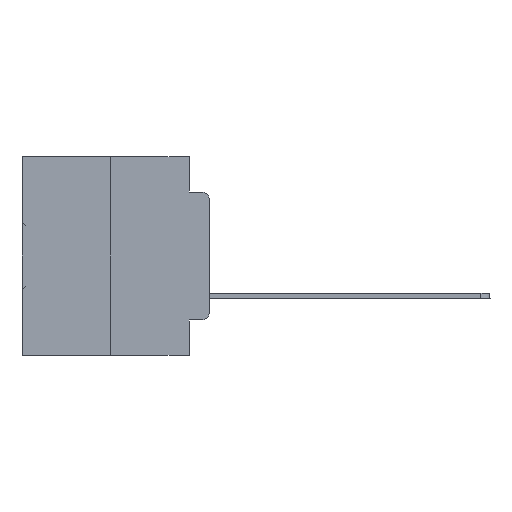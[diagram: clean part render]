
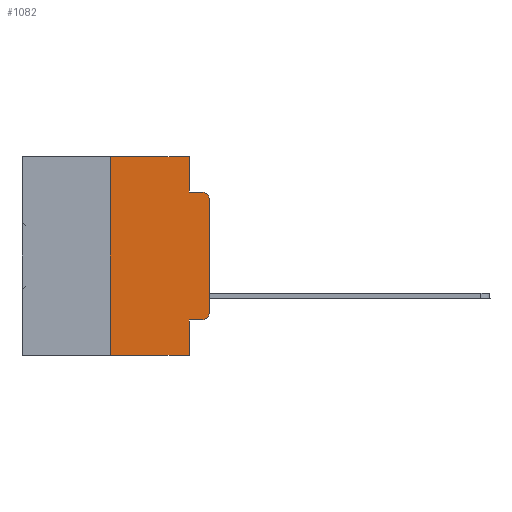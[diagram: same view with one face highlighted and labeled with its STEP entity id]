
A CAD part, left-side view. The second image highlights one B-rep face of the part: STEP entity #1082.
In plain terms, the highlighted planar face has unit normal (-1, 0, 0).
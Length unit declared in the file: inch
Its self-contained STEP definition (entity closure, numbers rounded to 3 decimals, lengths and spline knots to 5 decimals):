
#1082 = ADVANCED_FACE ( 'NONE', ( #27657 ), #8811, .F. ) ;
#1235 = VECTOR ( 'NONE', #24162, 39.37008 ) ;
#1643 = EDGE_CURVE ( 'NONE', #33487, #8577, #24383, .T. ) ;
#1858 = DIRECTION ( 'NONE',  ( 0., 0., 1. ) ) ;
#2215 = VECTOR ( 'NONE', #13419, 39.37008 ) ;
#2614 = DIRECTION ( 'NONE',  ( 0., 0., -1. ) ) ;
#3161 = EDGE_CURVE ( 'NONE', #5325, #21163, #13491, .T. ) ;
#3331 = ORIENTED_EDGE ( 'NONE', *, *, #4541, .F. ) ;
#3525 = EDGE_CURVE ( 'NONE', #17131, #11978, #14743, .T. ) ;
#3851 = VERTEX_POINT ( 'NONE', #21858 ) ;
#4079 = CARTESIAN_POINT ( 'NONE',  ( 0., 0.051, -0.0885 ) ) ;
#4276 = CIRCLE ( 'NONE', #12776, 0.02 ) ;
#4541 = EDGE_CURVE ( 'NONE', #9805, #8148, #27662, .T. ) ;
#4672 = LINE ( 'NONE', #4972, #2215 ) ;
#4842 = CIRCLE ( 'NONE', #13526, 0.02 ) ;
#4972 = CARTESIAN_POINT ( 'NONE',  ( 0., 0.473, -0.5 ) ) ;
#5325 = VERTEX_POINT ( 'NONE', #23869 ) ;
#5660 = DIRECTION ( 'NONE',  ( 0., -1., 0. ) ) ;
#6297 = DIRECTION ( 'NONE',  ( 1., 0., 0. ) ) ;
#7043 = CARTESIAN_POINT ( 'NONE',  ( 0., 0.473, 0. ) ) ;
#7181 = CARTESIAN_POINT ( 'NONE',  ( 0., 0.051, -0.4115 ) ) ;
#7567 = DIRECTION ( 'NONE',  ( 0., 0., -1. ) ) ;
#7927 = EDGE_CURVE ( 'NONE', #15881, #33487, #31859, .T. ) ;
#8148 = VERTEX_POINT ( 'NONE', #13941 ) ;
#8577 = VERTEX_POINT ( 'NONE', #32300 ) ;
#8811 = PLANE ( 'NONE',  #17028 ) ;
#9179 = DIRECTION ( 'NONE',  ( 0., 0., -1. ) ) ;
#9251 = CARTESIAN_POINT ( 'NONE',  ( 0., 0., -0.1085 ) ) ;
#9439 = VECTOR ( 'NONE', #18948, 39.37008 ) ;
#9805 = VERTEX_POINT ( 'NONE', #4079 ) ;
#9906 = VECTOR ( 'NONE', #12738, 39.37008 ) ;
#10156 = DIRECTION ( 'NONE',  ( -1., 0., 0. ) ) ;
#11978 = VERTEX_POINT ( 'NONE', #22111 ) ;
#12738 = DIRECTION ( 'NONE',  ( 0., 0., -1. ) ) ;
#12776 = AXIS2_PLACEMENT_3D ( 'NONE', #31120, #10156, #2614 ) ;
#13389 = EDGE_CURVE ( 'NONE', #21163, #8148, #4842, .T. ) ;
#13419 = DIRECTION ( 'NONE',  ( 0., -1., 0. ) ) ;
#13435 = CARTESIAN_POINT ( 'NONE',  ( 0., 0.25, 0. ) ) ;
#13491 = LINE ( 'NONE', #21589, #1235 ) ;
#13515 = LINE ( 'NONE', #21221, #9439 ) ;
#13526 = AXIS2_PLACEMENT_3D ( 'NONE', #20835, #15718, #7567 ) ;
#13941 = CARTESIAN_POINT ( 'NONE',  ( 0., 0.02, -0.0885 ) ) ;
#14741 = ORIENTED_EDGE ( 'NONE', *, *, #7927, .F. ) ;
#14743 = LINE ( 'NONE', #23042, #26895 ) ;
#15239 = LINE ( 'NONE', #17883, #9906 ) ;
#15377 = ORIENTED_EDGE ( 'NONE', *, *, #3525, .T. ) ;
#15552 = EDGE_CURVE ( 'NONE', #17131, #3851, #13515, .T. ) ;
#15718 = DIRECTION ( 'NONE',  ( -1., 0., 0. ) ) ;
#15881 = VERTEX_POINT ( 'NONE', #19591 ) ;
#17028 = AXIS2_PLACEMENT_3D ( 'NONE', #27043, #6297, #9179 ) ;
#17131 = VERTEX_POINT ( 'NONE', #7181 ) ;
#17528 = VECTOR ( 'NONE', #30523, 39.37008 ) ;
#17883 = CARTESIAN_POINT ( 'NONE',  ( 0., 0.051, 0. ) ) ;
#18948 = DIRECTION ( 'NONE',  ( 0., 0., -1. ) ) ;
#19298 = EDGE_CURVE ( 'NONE', #11978, #5325, #4276, .T. ) ;
#19591 = CARTESIAN_POINT ( 'NONE',  ( 0., 0.25, -0.5 ) ) ;
#19679 = VECTOR ( 'NONE', #1858, 39.37008 ) ;
#20239 = ORIENTED_EDGE ( 'NONE', *, *, #3161, .T. ) ;
#20835 = CARTESIAN_POINT ( 'NONE',  ( 0., 0.02, -0.1085 ) ) ;
#20990 = ORIENTED_EDGE ( 'NONE', *, *, #25127, .T. ) ;
#21163 = VERTEX_POINT ( 'NONE', #9251 ) ;
#21221 = CARTESIAN_POINT ( 'NONE',  ( 0., 0.051, 0. ) ) ;
#21589 = CARTESIAN_POINT ( 'NONE',  ( 0., 0., 0. ) ) ;
#21858 = CARTESIAN_POINT ( 'NONE',  ( 0., 0.051, -0.5 ) ) ;
#22111 = CARTESIAN_POINT ( 'NONE',  ( 0., 0.02, -0.4115 ) ) ;
#22371 = ORIENTED_EDGE ( 'NONE', *, *, #32850, .F. ) ;
#22944 = DIRECTION ( 'NONE',  ( 0., -1., 0. ) ) ;
#23042 = CARTESIAN_POINT ( 'NONE',  ( 0., 0.051, -0.4115 ) ) ;
#23869 = CARTESIAN_POINT ( 'NONE',  ( 0., 0., -0.3915 ) ) ;
#24162 = DIRECTION ( 'NONE',  ( 0., 0., 1. ) ) ;
#24383 = LINE ( 'NONE', #7043, #17528 ) ;
#24673 = ORIENTED_EDGE ( 'NONE', *, *, #13389, .T. ) ;
#25127 = EDGE_CURVE ( 'NONE', #15881, #3851, #4672, .T. ) ;
#25231 = VECTOR ( 'NONE', #22944, 39.37008 ) ;
#25384 = ORIENTED_EDGE ( 'NONE', *, *, #15552, .F. ) ;
#25443 = CARTESIAN_POINT ( 'NONE',  ( 0., 0.051, -0.0885 ) ) ;
#26895 = VECTOR ( 'NONE', #5660, 39.37008 ) ;
#27043 = CARTESIAN_POINT ( 'NONE',  ( 0., 0.473, 0. ) ) ;
#27657 = FACE_OUTER_BOUND ( 'NONE', #30418, .T. ) ;
#27662 = LINE ( 'NONE', #25443, #25231 ) ;
#29210 = ORIENTED_EDGE ( 'NONE', *, *, #19298, .T. ) ;
#30283 = ORIENTED_EDGE ( 'NONE', *, *, #1643, .F. ) ;
#30418 = EDGE_LOOP ( 'NONE', ( #20239, #24673, #3331, #22371, #30283, #14741, #20990, #25384, #15377, #29210 ) ) ;
#30523 = DIRECTION ( 'NONE',  ( 0., -1., 0. ) ) ;
#31120 = CARTESIAN_POINT ( 'NONE',  ( 0., 0.02, -0.3915 ) ) ;
#31859 = LINE ( 'NONE', #32540, #19679 ) ;
#32300 = CARTESIAN_POINT ( 'NONE',  ( 0., 0.051, 0. ) ) ;
#32540 = CARTESIAN_POINT ( 'NONE',  ( 0., 0.25, 0. ) ) ;
#32850 = EDGE_CURVE ( 'NONE', #8577, #9805, #15239, .T. ) ;
#33487 = VERTEX_POINT ( 'NONE', #13435 ) ;
